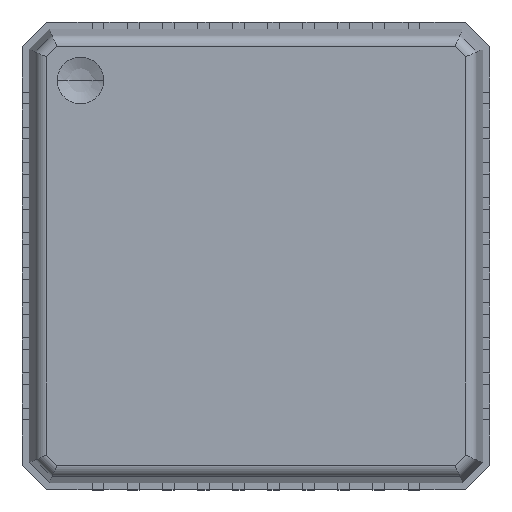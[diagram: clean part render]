
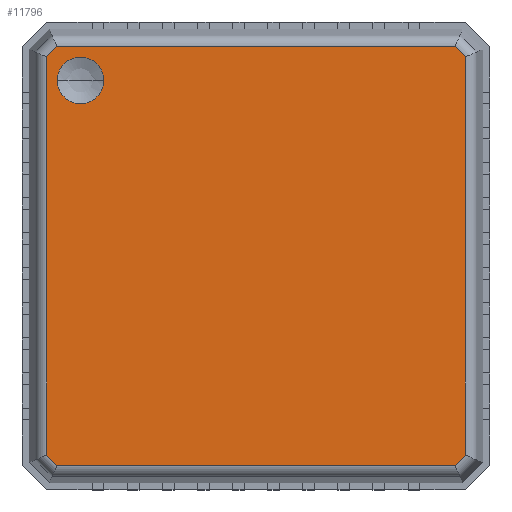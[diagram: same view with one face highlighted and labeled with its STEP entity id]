
A CAD part, top view. The second image highlights one B-rep face of the part: STEP entity #11796.
In plain terms, the highlighted face is planar.
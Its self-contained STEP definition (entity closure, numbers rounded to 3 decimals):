
#4010=DIRECTION('',(-0.707,0.,0.707));
#4011=VECTOR('',#4010,0.242);
#4012=CARTESIAN_POINT('',(-3.404,0.8,-3.575));
#4013=LINE('',#4012,#4011);
#4036=CARTESIAN_POINT('',(-3.,0.8,-3.));
#4037=DIRECTION('',(0.,-1.,0.));
#4038=DIRECTION('',(-1.,0.,0.));
#4039=AXIS2_PLACEMENT_3D('',#4036,#4037,#4038);
#4044=CARTESIAN_POINT('',(-3.,0.8,-3.));
#4045=DIRECTION('',(0.,-1.,0.));
#4046=DIRECTION('',(1.,0.,0.));
#4047=AXIS2_PLACEMENT_3D('',#4044,#4045,#4046);
#4068=DIRECTION('',(-1.,0.,0.));
#4069=VECTOR('',#4068,6.808);
#4070=CARTESIAN_POINT('',(3.404,0.8,-3.575));
#4071=LINE('',#4070,#4069);
#5269=DIRECTION('',(0.707,0.,-0.707));
#5270=VECTOR('',#5269,0.242);
#5271=CARTESIAN_POINT('',(3.404,0.8,3.575));
#5272=LINE('',#5271,#5270);
#5295=DIRECTION('',(0.,0.,-1.));
#5296=VECTOR('',#5295,6.808);
#5297=CARTESIAN_POINT('',(3.575,0.8,3.404));
#5298=LINE('',#5297,#5296);
#5321=DIRECTION('',(-0.707,0.,-0.707));
#5322=VECTOR('',#5321,0.242);
#5323=CARTESIAN_POINT('',(3.575,0.8,-3.404));
#5324=LINE('',#5323,#5322);
#5354=DIRECTION('',(1.,0.,0.));
#5355=VECTOR('',#5354,6.808);
#5356=CARTESIAN_POINT('',(-3.404,0.8,3.575));
#5357=LINE('',#5356,#5355);
#5997=DIRECTION('',(0.707,0.,0.707));
#5998=VECTOR('',#5997,0.242);
#5999=CARTESIAN_POINT('',(-3.575,0.8,3.404));
#6000=LINE('',#5999,#5998);
#6011=DIRECTION('',(0.,0.,1.));
#6012=VECTOR('',#6011,6.808);
#6013=CARTESIAN_POINT('',(-3.575,0.8,-3.404));
#6014=LINE('',#6013,#6012);
#8475=CARTESIAN_POINT('',(3.404,0.8,-3.575));
#8476=CARTESIAN_POINT('',(-3.404,0.8,-3.575));
#8477=VERTEX_POINT('',#8475);
#8478=VERTEX_POINT('',#8476);
#8483=CARTESIAN_POINT('',(-3.575,0.8,-3.404));
#8484=VERTEX_POINT('',#8483);
#8487=CARTESIAN_POINT('',(-3.575,0.8,3.404));
#8488=VERTEX_POINT('',#8487);
#8491=CARTESIAN_POINT('',(-3.404,0.8,3.575));
#8492=VERTEX_POINT('',#8491);
#8495=CARTESIAN_POINT('',(3.404,0.8,3.575));
#8496=VERTEX_POINT('',#8495);
#8499=CARTESIAN_POINT('',(3.575,0.8,3.404));
#8500=VERTEX_POINT('',#8499);
#8503=CARTESIAN_POINT('',(3.575,0.8,-3.404));
#8504=VERTEX_POINT('',#8503);
#8507=CARTESIAN_POINT('',(-3.4,0.8,-3.));
#8508=CARTESIAN_POINT('',(-2.6,0.8,-3.));
#8509=VERTEX_POINT('',#8507);
#8510=VERTEX_POINT('',#8508);
#11768=CARTESIAN_POINT('',(0.,0.8,0.));
#11769=DIRECTION('',(0.,1.,0.));
#11770=DIRECTION('',(1.,0.,0.));
#11771=AXIS2_PLACEMENT_3D('',#11768,#11769,#11770);
#11772=PLANE('',#11771);
#11774=ORIENTED_EDGE('',*,*,#11773,.F.);
#11776=ORIENTED_EDGE('',*,*,#11775,.F.);
#11778=ORIENTED_EDGE('',*,*,#11777,.F.);
#11780=ORIENTED_EDGE('',*,*,#11779,.F.);
#11782=ORIENTED_EDGE('',*,*,#11781,.F.);
#11784=ORIENTED_EDGE('',*,*,#11783,.F.);
#11786=ORIENTED_EDGE('',*,*,#11785,.F.);
#11787=ORIENTED_EDGE('',*,*,#11758,.F.);
#11788=EDGE_LOOP('',(#11774,#11776,#11778,#11780,#11782,#11784,#11786,#11787));
#11789=FACE_OUTER_BOUND('',#11788,.F.);
#11791=ORIENTED_EDGE('',*,*,#11790,.F.);
#11793=ORIENTED_EDGE('',*,*,#11792,.F.);
#11794=EDGE_LOOP('',(#11791,#11793));
#11795=FACE_BOUND('',#11794,.F.);
#4040=CIRCLE('',#4039,0.4);
#4048=CIRCLE('',#4047,0.4);
#11758=EDGE_CURVE('',#8478,#8484,#4013,.T.);
#11773=EDGE_CURVE('',#8477,#8478,#4071,.T.);
#11775=EDGE_CURVE('',#8504,#8477,#5324,.T.);
#11777=EDGE_CURVE('',#8500,#8504,#5298,.T.);
#11779=EDGE_CURVE('',#8496,#8500,#5272,.T.);
#11781=EDGE_CURVE('',#8492,#8496,#5357,.T.);
#11783=EDGE_CURVE('',#8488,#8492,#6000,.T.);
#11785=EDGE_CURVE('',#8484,#8488,#6014,.T.);
#11790=EDGE_CURVE('',#8509,#8510,#4040,.T.);
#11792=EDGE_CURVE('',#8510,#8509,#4048,.T.);
#11796=ADVANCED_FACE('',(#11789,#11795),#11772,.T.);
